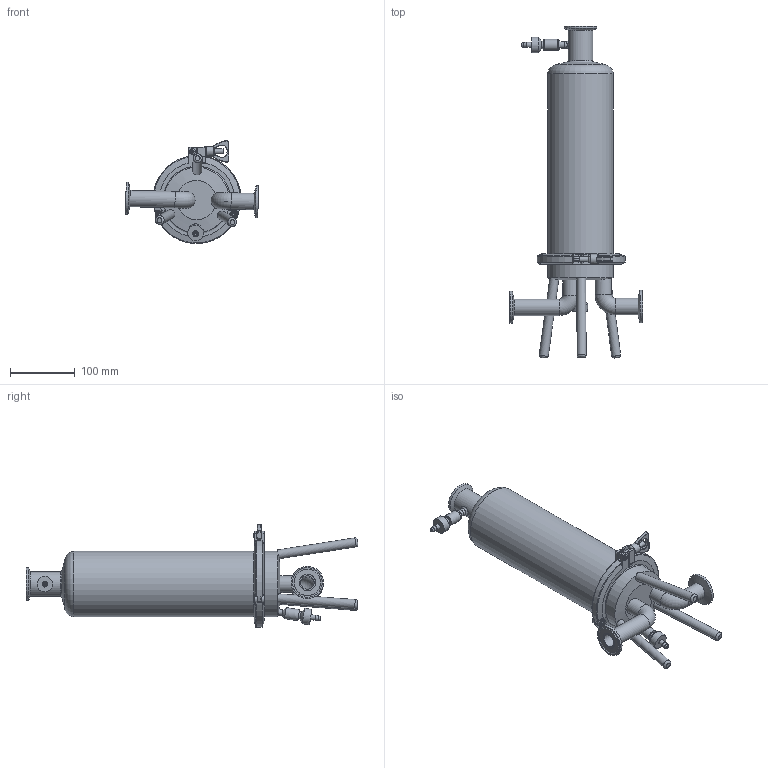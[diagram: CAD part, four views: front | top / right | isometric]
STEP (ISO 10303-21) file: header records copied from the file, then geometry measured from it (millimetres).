
FILE_DESCRIPTION((''),'2;1');
FILE_NAME('01-0210-Final Assy.stp','2012-04-02T16:18:10',('Owner'),(''),'Autodesk Inventor 2012','Autodesk Inventor 2012','');
FILE_SCHEMA(('AUTOMOTIVE_DESIGN { 1 0 10303 214 1 1 1 1 }'));
Length unit declared in the file: inch
Products named in the file (16): 01-0210-Final Assy; 01-0210-center pipe assy; 01-0210-CENTER PIPE-10 in; 01-0210-1.5 TC FLANGE; 01-0210-4.0 TC FLANGE; 01-0212-1-4-VENT VALVE; 01-0210-bottom assy; 01-0210-Bottom Head; 01-0210-1.0 TC FLANGE; 01-0212-SEAL-4.0- TC; 01-0210-LEG; TRI CLAMP ASSY; TRI-CLAMP; TRI-CLAMP-PIN; TRI CLAMP STUD; TRI CLAMP WING NUT
Assembly tree (21 placements, depth 3):
  01-0210-Final Assy
    01-0210-center pipe assy
      01-0210-CENTER PIPE-10 in
      01-0210-1.5 TC FLANGE
      01-0210-4.0 TC FLANGE
      01-0212-1-4-VENT VALVE
    01-0210-bottom assy
      01-0210-Bottom Head
      01-0210-1.0 TC FLANGE  x2
      01-0212-1-4-VENT VALVE
    01-0212-SEAL-4.0- TC
    01-0210-LEG  x3
    TRI CLAMP ASSY
      TRI-CLAMP
      TRI-CLAMP-PIN  x3
      TRI CLAMP STUD
      TRI CLAMP WING NUT
Bounding box: 206.08 x 513.55 x 159.34 mm (x, y, z)
Volume: 784501.8 mm3; surface area: 383070.9 mm2
Topology: 21 solids, 21 shells, 387 faces, 908 edges, 580 vertices
Faces by surface type: plane 155, cylinder 135, torus 48, cone 33, bspline 16
Full cylindrical faces by diameter (mm): 2.54 x2, 3.81 x4, 4.179 x3, 4.75 x1, 5.08 x7, 5.842 x2, 6.35 x7, 7.62 x2, 7.678 x2, 8.89 x2, 10.16 x2, 11.262 x2, 13.97 x3, 15.24 x1, 16.51 x1, 17.19 x2, 21.082 x3, 24.305 x2, 25.4 x6, 33.02 x1, 38.1 x2, 38.294 x1, 49.972 x3, 56.515 x1, 69.215 x1, 93.98 x1, 95.25 x1, 101.6 x3, 118.72 x2, 118.745 x1
Entity records: 11093 total; most frequent: CARTESIAN_POINT 3100, DIRECTION 1625, ORIENTED_EDGE 1430, EDGE_CURVE 715, AXIS2_PLACEMENT_3D 681, VERTEX_POINT 507, EDGE_LOOP 481, FACE_OUTER_BOUND 335
